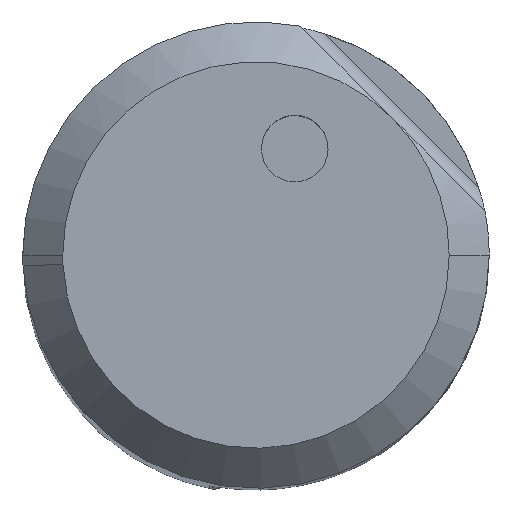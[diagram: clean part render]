
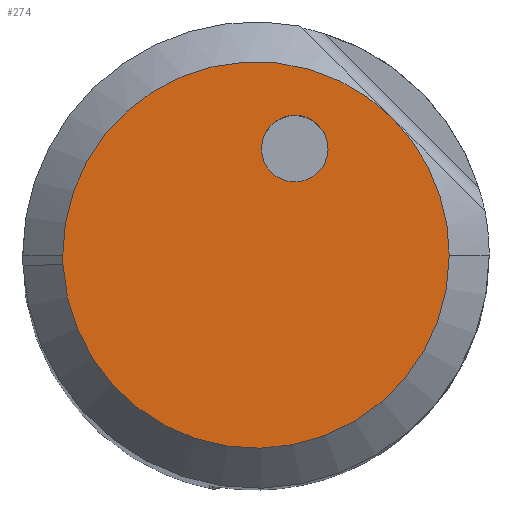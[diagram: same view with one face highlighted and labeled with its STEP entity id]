
A CAD part, top view. The second image highlights one B-rep face of the part: STEP entity #274.
In plain terms, the highlighted planar face has unit normal (0, 0, 1).
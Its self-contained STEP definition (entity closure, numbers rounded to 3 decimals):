
#183=AXIS2_PLACEMENT_3D('Circle Axis2P3D',#181,#182,$) ;
#214=AXIS2_PLACEMENT_3D('Circle Axis2P3D',#212,#213,$) ;
#234=AXIS2_PLACEMENT_3D('Plane Axis2P3D',#231,#232,#233) ;
#238=AXIS2_PLACEMENT_3D('Circle Axis2P3D',#236,#237,$) ;
#247=AXIS2_PLACEMENT_3D('Circle Axis2P3D',#245,#246,$) ;
#254=AXIS2_PLACEMENT_3D('Circle Axis2P3D',#252,#253,$) ;
#261=AXIS2_PLACEMENT_3D('Circle Axis2P3D',#259,#260,$) ;
#178=CARTESIAN_POINT('Vertex',(1.081,1.581,0.)) ;
#181=CARTESIAN_POINT('Axis2P3D Location',(0.581,1.597,0.)) ;
#185=CARTESIAN_POINT('Vertex',(0.082,1.614,0.)) ;
#212=CARTESIAN_POINT('Axis2P3D Location',(0.581,1.597,0.)) ;
#231=CARTESIAN_POINT('Axis2P3D Location',(0.,0.,0.)) ;
#236=CARTESIAN_POINT('Axis2P3D Location',(0.,0.,0.)) ;
#240=CARTESIAN_POINT('Vertex',(-2.9,0.,0.)) ;
#242=CARTESIAN_POINT('Vertex',(2.051,2.051,0.)) ;
#245=CARTESIAN_POINT('Axis2P3D Location',(0.,0.,0.)) ;
#249=CARTESIAN_POINT('Vertex',(-2.897,-0.137,0.)) ;
#252=CARTESIAN_POINT('Axis2P3D Location',(0.,0.,0.)) ;
#256=CARTESIAN_POINT('Vertex',(2.9,0.,0.)) ;
#259=CARTESIAN_POINT('Axis2P3D Location',(0.,0.,0.)) ;
#182=DIRECTION('Axis2P3D Direction',(-0.,0.,1.)) ;
#213=DIRECTION('Axis2P3D Direction',(0.,0.,1.)) ;
#232=DIRECTION('Axis2P3D Direction',(0.,0.,-1.)) ;
#233=DIRECTION('Axis2P3D XDirection',(-1.,0.,0.)) ;
#237=DIRECTION('Axis2P3D Direction',(0.,0.,-1.)) ;
#246=DIRECTION('Axis2P3D Direction',(0.,0.,-1.)) ;
#253=DIRECTION('Axis2P3D Direction',(0.,0.,-1.)) ;
#260=DIRECTION('Axis2P3D Direction',(0.,0.,-1.)) ;
#265=ORIENTED_EDGE('',*,*,#244,.F.) ;
#266=ORIENTED_EDGE('',*,*,#251,.F.) ;
#267=ORIENTED_EDGE('',*,*,#258,.F.) ;
#268=ORIENTED_EDGE('',*,*,#263,.F.) ;
#271=ORIENTED_EDGE('',*,*,#216,.F.) ;
#272=ORIENTED_EDGE('',*,*,#187,.F.) ;
#273=FACE_BOUND('',#270,.T.) ;
#274=ADVANCED_FACE('NOCUT',(#269,#273),#235,.F.) ;
#184=CIRCLE('generated circle',#183,0.5) ;
#215=CIRCLE('generated circle',#214,0.5) ;
#239=CIRCLE('generated circle',#238,2.9) ;
#248=CIRCLE('generated circle',#247,2.9) ;
#255=CIRCLE('generated circle',#254,2.9) ;
#262=CIRCLE('generated circle',#261,2.9) ;
#187=EDGE_CURVE('',#179,#186,#184,.T.) ;
#216=EDGE_CURVE('',#186,#179,#215,.T.) ;
#244=EDGE_CURVE('',#241,#243,#239,.T.) ;
#251=EDGE_CURVE('',#250,#241,#248,.T.) ;
#258=EDGE_CURVE('',#257,#250,#255,.T.) ;
#263=EDGE_CURVE('',#243,#257,#262,.T.) ;
#264=EDGE_LOOP('',(#265,#266,#267,#268)) ;
#270=EDGE_LOOP('',(#271,#272)) ;
#269=FACE_OUTER_BOUND('',#264,.T.) ;
#235=PLANE('',#234) ;
#179=VERTEX_POINT('',#178) ;
#186=VERTEX_POINT('',#185) ;
#241=VERTEX_POINT('',#240) ;
#243=VERTEX_POINT('',#242) ;
#250=VERTEX_POINT('',#249) ;
#257=VERTEX_POINT('',#256) ;
